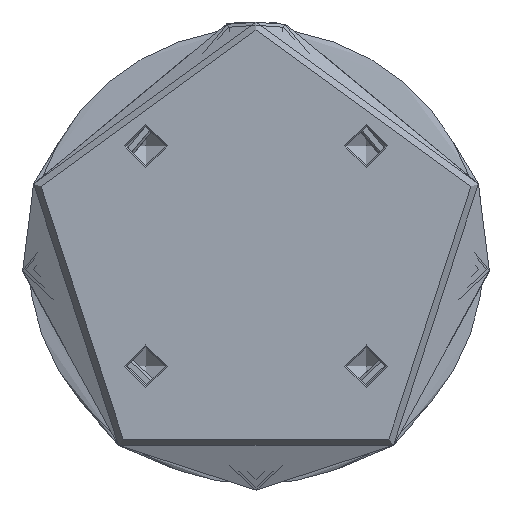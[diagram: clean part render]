
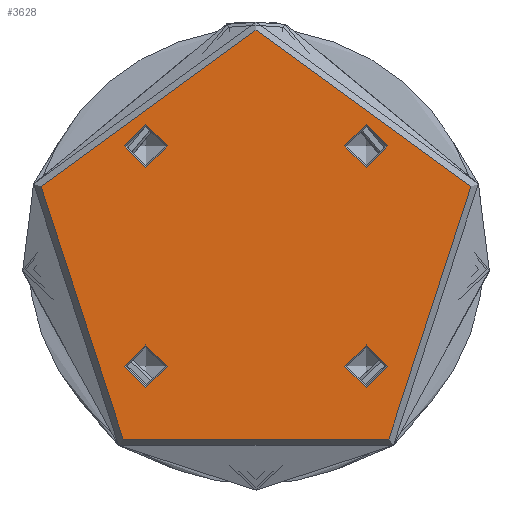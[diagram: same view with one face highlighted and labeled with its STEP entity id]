
A CAD part, front view. The second image highlights one B-rep face of the part: STEP entity #3628.
In plain terms, the highlighted face is planar.
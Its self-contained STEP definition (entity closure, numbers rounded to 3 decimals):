
#40 = EDGE_CURVE ( 'NONE', #2188, #2188, #122, .T. ) ;
#122 = CIRCLE ( 'NONE', #2524, 5.5 ) ;
#164 = EDGE_LOOP ( 'NONE', ( #1839 ) ) ;
#294 = CIRCLE ( 'NONE', #6342, 58. ) ;
#618 = VERTEX_POINT ( 'NONE', #656 ) ;
#642 = DIRECTION ( 'NONE',  ( 0., 0., -1. ) ) ;
#651 = FACE_BOUND ( 'NONE', #5565, .T. ) ;
#656 = CARTESIAN_POINT ( 'NONE',  ( 58., 0., 0. ) ) ;
#753 = EDGE_LOOP ( 'NONE', ( #5416 ) ) ;
#968 = VERTEX_POINT ( 'NONE', #6022 ) ;
#1252 = CARTESIAN_POINT ( 'NONE',  ( 33.784, -28.284, 0. ) ) ;
#1324 = EDGE_CURVE ( 'NONE', #5686, #5686, #3561, .T. ) ;
#1452 = ORIENTED_EDGE ( 'NONE', *, *, #1324, .F. ) ;
#1518 = DIRECTION ( 'NONE',  ( 0., 0., 1. ) ) ;
#1605 = EDGE_LOOP ( 'NONE', ( #1452 ) ) ;
#1644 = AXIS2_PLACEMENT_3D ( 'NONE', #3917, #642, #4437 ) ;
#1839 = ORIENTED_EDGE ( 'NONE', *, *, #6306, .T. ) ;
#2188 = VERTEX_POINT ( 'NONE', #6473 ) ;
#2246 = ORIENTED_EDGE ( 'NONE', *, *, #40, .F. ) ;
#2278 = CARTESIAN_POINT ( 'NONE',  ( -33.784, -28.284, 0. ) ) ;
#2373 = DIRECTION ( 'NONE',  ( 0., 0., 1. ) ) ;
#2524 = AXIS2_PLACEMENT_3D ( 'NONE', #5555, #2373, #6083 ) ;
#2628 = DIRECTION ( 'NONE',  ( -1., 0., 0. ) ) ;
#2680 = ORIENTED_EDGE ( 'NONE', *, *, #4414, .T. ) ;
#2695 = VERTEX_POINT ( 'NONE', #1252 ) ;
#3106 = CARTESIAN_POINT ( 'NONE',  ( -28.284, 28.284, 0. ) ) ;
#3197 = CARTESIAN_POINT ( 'NONE',  ( 0., 0., 0. ) ) ;
#3305 = AXIS2_PLACEMENT_3D ( 'NONE', #4741, #1518, #5269 ) ;
#3561 = CIRCLE ( 'NONE', #3305, 5.5 ) ;
#3628 = ADVANCED_FACE ( 'NONE', ( #4469, #6047, #6108, #651, #6030 ), #3696, .F. ) ;
#3641 = DIRECTION ( 'NONE',  ( -1., 0., 0. ) ) ;
#3696 = PLANE ( 'NONE',  #4919 ) ;
#3720 = DIRECTION ( 'NONE',  ( 1., 0., 0. ) ) ;
#3736 = EDGE_CURVE ( 'NONE', #968, #968, #4212, .T. ) ;
#3917 = CARTESIAN_POINT ( 'NONE',  ( 28.284, -28.284, 0. ) ) ;
#4212 = CIRCLE ( 'NONE', #5835, 5.5 ) ;
#4217 = CARTESIAN_POINT ( 'NONE',  ( 0., 0., 0. ) ) ;
#4414 = EDGE_CURVE ( 'NONE', #618, #618, #294, .T. ) ;
#4437 = DIRECTION ( 'NONE',  ( 1., 0., 0. ) ) ;
#4469 = FACE_BOUND ( 'NONE', #1605, .T. ) ;
#4741 = CARTESIAN_POINT ( 'NONE',  ( -28.284, -28.284, 0. ) ) ;
#4919 = AXIS2_PLACEMENT_3D ( 'NONE', #4217, #5801, #2628 ) ;
#5269 = DIRECTION ( 'NONE',  ( -1., 0., 0. ) ) ;
#5391 = CIRCLE ( 'NONE', #1644, 5.5 ) ;
#5416 = ORIENTED_EDGE ( 'NONE', *, *, #3736, .T. ) ;
#5555 = CARTESIAN_POINT ( 'NONE',  ( 28.284, 28.284, 0. ) ) ;
#5565 = EDGE_LOOP ( 'NONE', ( #2246 ) ) ;
#5686 = VERTEX_POINT ( 'NONE', #2278 ) ;
#5801 = DIRECTION ( 'NONE',  ( 0., 0., -1. ) ) ;
#5835 = AXIS2_PLACEMENT_3D ( 'NONE', #3106, #6748, #3641 ) ;
#6022 = CARTESIAN_POINT ( 'NONE',  ( -33.784, 28.284, 0. ) ) ;
#6030 = FACE_OUTER_BOUND ( 'NONE', #6801, .T. ) ;
#6047 = FACE_BOUND ( 'NONE', #164, .T. ) ;
#6083 = DIRECTION ( 'NONE',  ( 1., 0., 0. ) ) ;
#6108 = FACE_BOUND ( 'NONE', #753, .T. ) ;
#6306 = EDGE_CURVE ( 'NONE', #2695, #2695, #5391, .T. ) ;
#6342 = AXIS2_PLACEMENT_3D ( 'NONE', #3197, #6834, #3720 ) ;
#6473 = CARTESIAN_POINT ( 'NONE',  ( 33.784, 28.284, 0. ) ) ;
#6748 = DIRECTION ( 'NONE',  ( 0., 0., -1. ) ) ;
#6801 = EDGE_LOOP ( 'NONE', ( #2680 ) ) ;
#6834 = DIRECTION ( 'NONE',  ( 0., 0., 1. ) ) ;
